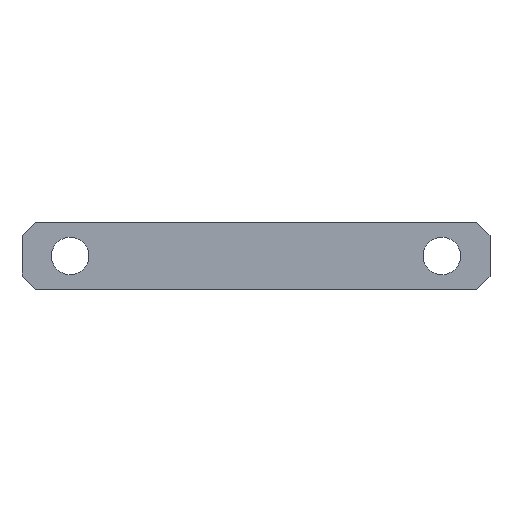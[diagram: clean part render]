
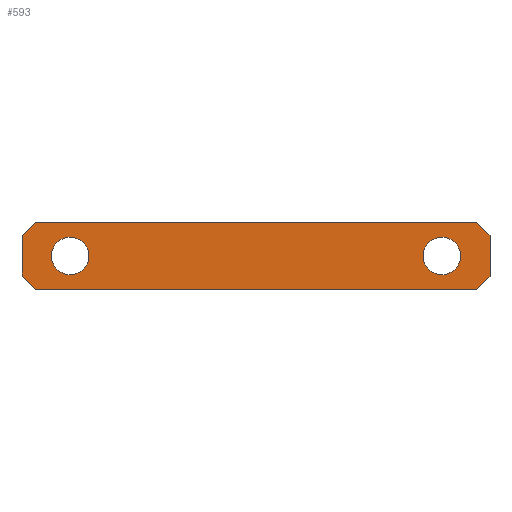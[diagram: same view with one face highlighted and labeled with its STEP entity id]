
A CAD part, top view. The second image highlights one B-rep face of the part: STEP entity #593.
In plain terms, the highlighted planar face has unit normal (0, 0, 1).
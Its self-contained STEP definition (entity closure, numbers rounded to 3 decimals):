
#17=FACE_BOUND('',#226,.T.);
#18=FACE_BOUND('',#227,.T.);
#40=LINE('',#876,#102);
#72=LINE('',#958,#134);
#74=LINE('',#962,#136);
#77=LINE('',#968,#139);
#78=LINE('',#970,#140);
#79=LINE('',#972,#141);
#80=LINE('',#973,#142);
#81=LINE('',#974,#143);
#102=VECTOR('',#698,10.);
#134=VECTOR('',#772,10.);
#136=VECTOR('',#776,10.);
#139=VECTOR('',#781,10.);
#140=VECTOR('',#782,10.);
#141=VECTOR('',#783,10.);
#142=VECTOR('',#784,10.);
#143=VECTOR('',#785,10.);
#167=PLANE('',#651);
#193=FACE_OUTER_BOUND('',#225,.T.);
#225=EDGE_LOOP('',(#501,#502,#503,#504,#505,#506,#507,#508));
#226=EDGE_LOOP('',(#509));
#227=EDGE_LOOP('',(#510));
#253=CIRCLE('',#644,1.4);
#255=CIRCLE('',#647,1.4);
#280=VERTEX_POINT('',#873);
#281=VERTEX_POINT('',#875);
#303=VERTEX_POINT('',#940);
#305=VERTEX_POINT('',#946);
#309=VERTEX_POINT('',#955);
#310=VERTEX_POINT('',#957);
#311=VERTEX_POINT('',#961);
#313=VERTEX_POINT('',#967);
#314=VERTEX_POINT('',#969);
#315=VERTEX_POINT('',#971);
#339=EDGE_CURVE('',#280,#281,#40,.T.);
#372=EDGE_CURVE('',#303,#303,#253,.T.);
#375=EDGE_CURVE('',#305,#305,#255,.T.);
#380=EDGE_CURVE('',#309,#310,#72,.T.);
#382=EDGE_CURVE('',#311,#310,#74,.T.);
#385=EDGE_CURVE('',#313,#309,#77,.T.);
#386=EDGE_CURVE('',#314,#313,#78,.T.);
#387=EDGE_CURVE('',#315,#314,#79,.T.);
#388=EDGE_CURVE('',#281,#315,#80,.T.);
#389=EDGE_CURVE('',#311,#280,#81,.T.);
#501=ORIENTED_EDGE('',*,*,#380,.F.);
#502=ORIENTED_EDGE('',*,*,#385,.F.);
#503=ORIENTED_EDGE('',*,*,#386,.F.);
#504=ORIENTED_EDGE('',*,*,#387,.F.);
#505=ORIENTED_EDGE('',*,*,#388,.F.);
#506=ORIENTED_EDGE('',*,*,#339,.F.);
#507=ORIENTED_EDGE('',*,*,#389,.F.);
#508=ORIENTED_EDGE('',*,*,#382,.T.);
#509=ORIENTED_EDGE('',*,*,#372,.T.);
#510=ORIENTED_EDGE('',*,*,#375,.T.);
#593=ADVANCED_FACE('',(#193,#17,#18),#167,.T.);
#644=AXIS2_PLACEMENT_3D('',#941,#756,#757);
#647=AXIS2_PLACEMENT_3D('',#947,#763,#764);
#651=AXIS2_PLACEMENT_3D('',#966,#779,#780);
#698=DIRECTION('',(-1.,0.,0.));
#756=DIRECTION('center_axis',(0.,0.,-1.));
#757=DIRECTION('ref_axis',(-1.,0.,0.));
#763=DIRECTION('center_axis',(0.,0.,-1.));
#764=DIRECTION('ref_axis',(-1.,0.,0.));
#772=DIRECTION('',(0.707,-0.707,0.));
#776=DIRECTION('',(0.,1.,0.));
#779=DIRECTION('center_axis',(0.,0.,1.));
#780=DIRECTION('ref_axis',(1.,0.,0.));
#781=DIRECTION('',(1.,0.,0.));
#782=DIRECTION('',(0.707,0.707,0.));
#783=DIRECTION('',(0.,1.,0.));
#784=DIRECTION('',(-0.707,0.707,0.));
#785=DIRECTION('',(-0.707,-0.707,0.));
#873=CARTESIAN_POINT('',(16.5,0.,74.391));
#875=CARTESIAN_POINT('',(-16.5,0.,74.391));
#876=CARTESIAN_POINT('',(17.5,0.,74.391));
#940=CARTESIAN_POINT('',(-12.5,2.5,74.391));
#941=CARTESIAN_POINT('Origin',(-13.9,2.5,74.391));
#946=CARTESIAN_POINT('',(15.3,2.5,74.391));
#947=CARTESIAN_POINT('Origin',(13.9,2.5,74.391));
#955=CARTESIAN_POINT('',(16.5,5.,74.391));
#957=CARTESIAN_POINT('',(17.5,4.,74.391));
#958=CARTESIAN_POINT('',(9.5,12.,74.391));
#961=CARTESIAN_POINT('',(17.5,1.,74.391));
#962=CARTESIAN_POINT('',(17.5,0.,74.391));
#966=CARTESIAN_POINT('Origin',(-17.5,0.,74.391));
#967=CARTESIAN_POINT('',(-16.5,5.,74.391));
#968=CARTESIAN_POINT('',(17.5,5.,74.391));
#969=CARTESIAN_POINT('',(-17.5,4.,74.391));
#970=CARTESIAN_POINT('',(-18.25,3.25,74.391));
#971=CARTESIAN_POINT('',(-17.5,1.,74.391));
#972=CARTESIAN_POINT('',(-17.5,0.,74.391));
#973=CARTESIAN_POINT('',(-17.,0.5,74.391));
#974=CARTESIAN_POINT('',(8.25,-8.25,74.391));
